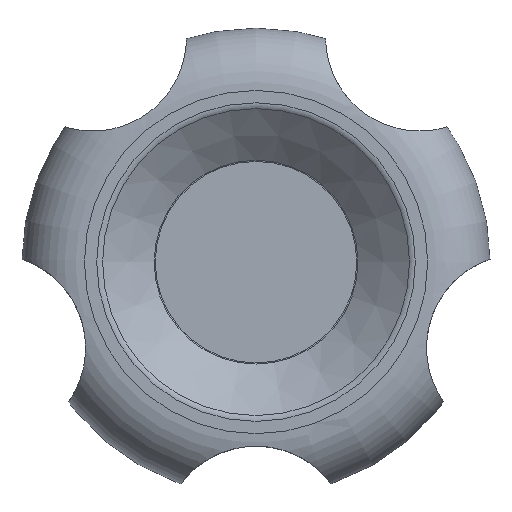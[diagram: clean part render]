
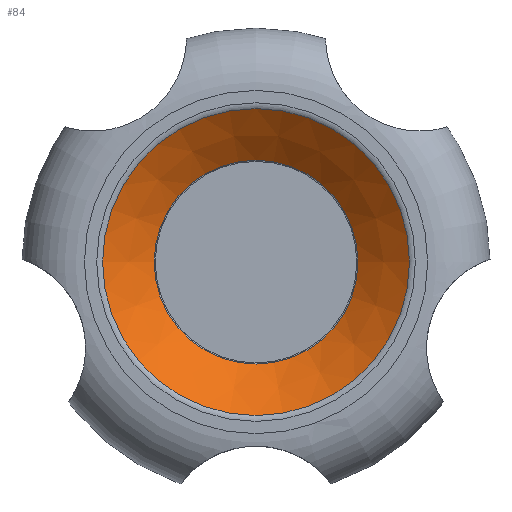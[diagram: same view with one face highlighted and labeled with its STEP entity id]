
A CAD part, top view. The second image highlights one B-rep face of the part: STEP entity #84.
In plain terms, the highlighted conical face has half-angle 51.34 degrees and reference radius 25 mm.
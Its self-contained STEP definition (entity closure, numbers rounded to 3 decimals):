
#84 = ADVANCED_FACE( '', ( #184, #185 ), #186, .F. );
#184 = FACE_BOUND( '', #285, .T. );
#185 = FACE_OUTER_BOUND( '', #286, .T. );
#186 = CONICAL_SURFACE( '', #287, 25., 0.896 );
#285 = EDGE_LOOP( '', ( #416 ) );
#286 = EDGE_LOOP( '', ( #417 ) );
#287 = AXIS2_PLACEMENT_3D( '', #418, #419, #420 );
#416 = ORIENTED_EDGE( '', *, *, #475, .T. );
#417 = ORIENTED_EDGE( '', *, *, #491, .T. );
#418 = CARTESIAN_POINT( '', ( 0., 0., 28. ) );
#419 = DIRECTION( '', ( 0., 0., 1. ) );
#420 = DIRECTION( '', ( 1., 0., 0. ) );
#475 = EDGE_CURVE( '', #538, #538, #539, .F. );
#491 = EDGE_CURVE( '', #560, #560, #561, .F. );
#538 = VERTEX_POINT( '', #1135 );
#539 = CIRCLE( '', #1136, 16.332 );
#560 = VERTEX_POINT( '', #1157 );
#561 = CIRCLE( '', #1158, 24.589 );
#1135 = CARTESIAN_POINT( '', ( 16.332, 0., 21.066 ) );
#1136 = AXIS2_PLACEMENT_3D( '', #1197, #1198, #1199 );
#1157 = CARTESIAN_POINT( '', ( -24.589, 0., 27.671 ) );
#1158 = AXIS2_PLACEMENT_3D( '', #1215, #1216, #1217 );
#1197 = CARTESIAN_POINT( '', ( 0., 0., 21.066 ) );
#1198 = DIRECTION( '', ( 0., 0., 1. ) );
#1199 = DIRECTION( '', ( 1., 0., 0. ) );
#1215 = CARTESIAN_POINT( '', ( 0., 0., 27.671 ) );
#1216 = DIRECTION( '', ( 0., 0., -1. ) );
#1217 = DIRECTION( '', ( -1., 0., 0. ) );
